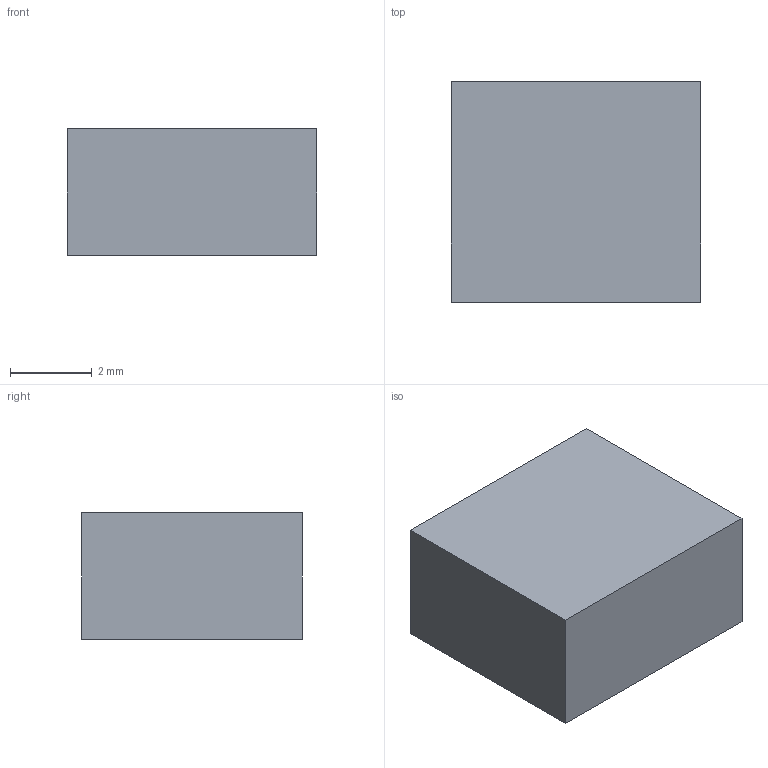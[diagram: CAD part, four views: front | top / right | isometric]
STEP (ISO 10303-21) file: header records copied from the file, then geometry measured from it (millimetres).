
FILE_DESCRIPTION( ( 'Unknown' ), '1' );
FILE_NAME( '5.7x5.0x2.8x0.85_maxSized.stp', 'Unknown', ( 'Unknown' ), ( 'Unknown' ), 'PSStep 21.0.46', 'Unknown', ' ' );
FILE_SCHEMA( ( 'AUTOMOTIVE_DESIGN { 1 0 10303 214 1 1 1 1 }' ) );
Length unit declared in the file: millimetre
Products named in the file (5): 5.7x5.0x2.8x0.85; Body_5.7x5.0x2.8x0.85; Contact_5.0x2.8x0.85; Assem1; maxSized_Square
Assembly tree (5 placements, depth 3):
  Assem1
    maxSized_Square
    5.7x5.0x2.8x0.85
      Body_5.7x5.0x2.8x0.85
      Contact_5.0x2.8x0.85  x2
Bounding box: 6.1 x 5.4 x 3.1 mm (x, y, z)
Surface area: 310.1 mm2
Topology: 4 solids, 4 shells, 24 faces, 48 edges, 32 vertices
Faces by surface type: plane 24
Entity records: 706 total; most frequent: DIRECTION 86, CARTESIAN_POINT 85, ORIENTED_EDGE 72, EDGE_CURVE 36, LINE 36, VECTOR 36, AXIS2_PLACEMENT_3D 25, VERTEX_POINT 24
